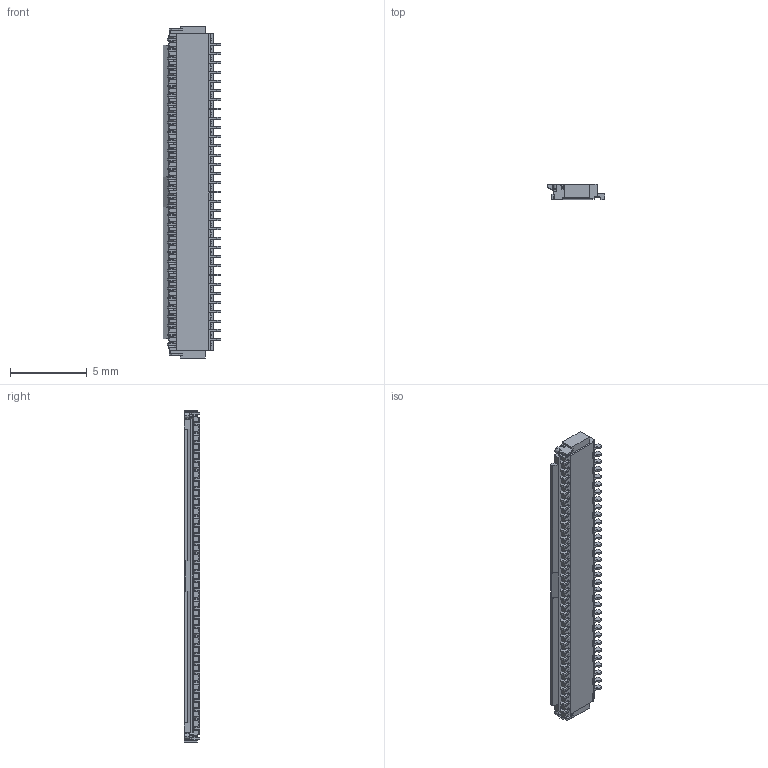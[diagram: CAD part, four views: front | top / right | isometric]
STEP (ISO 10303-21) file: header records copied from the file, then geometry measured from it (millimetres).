
FILE_DESCRIPTION(('CoCreate Modeling STEP Export'),'2;1');
FILE_NAME('FH26G-67S-0.3SHBW.stp','2010-02-03T19:15:21',(''),(''),'CoCreate Modeling STEP processor for AP214 (Solid Model)','CoCreate Modeling 16.00B 02-Dec-2008 (C) Parametric Technology GmbH','');
FILE_SCHEMA(('AUTOMOTIVE_DESIGN { 1 0 10303 214 1 1 1 1 }'));
Products named in the file (1): FH26G-67S-0.3SHBW_簡略
Bounding box: 3.75 x 1 x 21.6 mm (x, y, z)
Volume: 48.9 mm3; surface area: 314.7 mm2
Topology: 1 solids, 1 shells, 2796 faces, 8249 edges, 5450 vertices
Faces by surface type: plane 2428, cylinder 368
Entity records: 87425 total; most frequent: ORIENTED_EDGE 16498, CARTESIAN_POINT 15543, DIRECTION 13000, EDGE_CURVE 8249, VECTOR 7134, LINE 7134, VERTEX_POINT 5450, AXIS2_PLACEMENT_3D 2933
